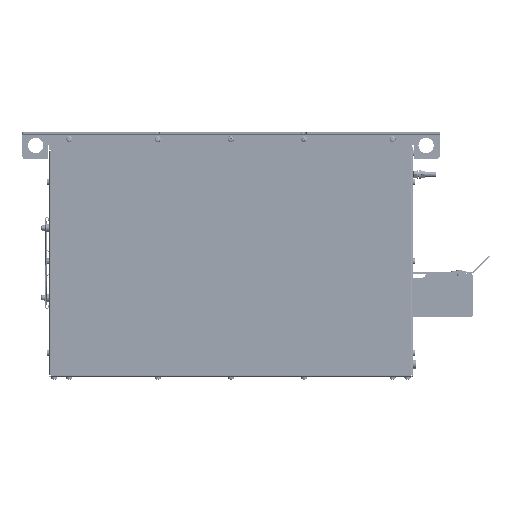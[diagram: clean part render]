
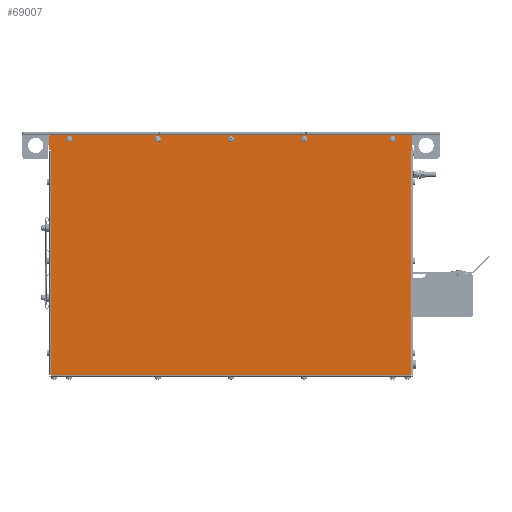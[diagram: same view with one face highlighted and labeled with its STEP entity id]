
A CAD part, front view. The second image highlights one B-rep face of the part: STEP entity #69007.
In plain terms, the highlighted face is planar.
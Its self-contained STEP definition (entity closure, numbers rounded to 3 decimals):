
#3422=FACE_BOUND('',#10169,.T.);
#3423=FACE_BOUND('',#10170,.T.);
#3424=FACE_BOUND('',#10171,.T.);
#3425=FACE_BOUND('',#10172,.T.);
#3426=FACE_BOUND('',#10173,.T.);
#4334=PLANE('',#72791);
#6423=FACE_OUTER_BOUND('',#10168,.T.);
#10168=EDGE_LOOP('',(#48436,#48437,#48438,#48439,#48440,#48441,#48442,#48443,
#48444,#48445,#48446,#48447,#48448,#48449,#48450,#48451));
#10169=EDGE_LOOP('',(#48452));
#10170=EDGE_LOOP('',(#48453));
#10171=EDGE_LOOP('',(#48454));
#10172=EDGE_LOOP('',(#48455));
#10173=EDGE_LOOP('',(#48456));
#14724=LINE('',#99921,#20998);
#14739=LINE('',#99958,#21013);
#14743=LINE('',#99966,#21017);
#14746=LINE('',#99971,#21020);
#14748=LINE('',#99975,#21022);
#14751=LINE('',#99981,#21025);
#14752=LINE('',#99983,#21026);
#14753=LINE('',#99985,#21027);
#14754=LINE('',#99987,#21028);
#14755=LINE('',#99989,#21029);
#14756=LINE('',#99991,#21030);
#14757=LINE('',#99993,#21031);
#14758=LINE('',#99995,#21032);
#14759=LINE('',#99999,#21033);
#20998=VECTOR('',#79811,368.);
#21013=VECTOR('',#79850,2.5);
#21017=VECTOR('',#79856,0.5);
#21020=VECTOR('',#79861,1.);
#21022=VECTOR('',#79865,22.);
#21025=VECTOR('',#79870,0.5);
#21026=VECTOR('',#79871,591.);
#21027=VECTOR('',#79872,0.5);
#21028=VECTOR('',#79873,368.);
#21029=VECTOR('',#79874,0.5);
#21030=VECTOR('',#79875,1.);
#21031=VECTOR('',#79876,2.5);
#21032=VECTOR('',#79877,22.);
#21033=VECTOR('',#79880,591.);
#27311=CIRCLE('',#72792,2.);
#27312=CIRCLE('',#72793,2.);
#27313=CIRCLE('',#72794,3.25);
#27314=CIRCLE('',#72795,3.25);
#27315=CIRCLE('',#72796,3.25);
#27316=CIRCLE('',#72797,3.25);
#27317=CIRCLE('',#72798,3.25);
#30518=VERTEX_POINT('',#99918);
#30519=VERTEX_POINT('',#99920);
#30528=VERTEX_POINT('',#99956);
#30529=VERTEX_POINT('',#99957);
#30532=VERTEX_POINT('',#99965);
#30534=VERTEX_POINT('',#99974);
#30536=VERTEX_POINT('',#99980);
#30537=VERTEX_POINT('',#99982);
#30538=VERTEX_POINT('',#99984);
#30539=VERTEX_POINT('',#99986);
#30540=VERTEX_POINT('',#99988);
#30541=VERTEX_POINT('',#99990);
#30542=VERTEX_POINT('',#99992);
#30543=VERTEX_POINT('',#99994);
#30544=VERTEX_POINT('',#99996);
#30545=VERTEX_POINT('',#99998);
#30546=VERTEX_POINT('',#100001);
#30547=VERTEX_POINT('',#100003);
#30548=VERTEX_POINT('',#100005);
#30549=VERTEX_POINT('',#100007);
#30550=VERTEX_POINT('',#100009);
#37793=EDGE_CURVE('',#30519,#30518,#14724,.T.);
#37811=EDGE_CURVE('',#30528,#30529,#14739,.T.);
#37815=EDGE_CURVE('',#30532,#30519,#14743,.T.);
#37818=EDGE_CURVE('',#30529,#30532,#14746,.T.);
#37820=EDGE_CURVE('',#30534,#30528,#14748,.T.);
#37823=EDGE_CURVE('',#30518,#30536,#14751,.T.);
#37824=EDGE_CURVE('',#30536,#30537,#14752,.T.);
#37825=EDGE_CURVE('',#30537,#30538,#14753,.T.);
#37826=EDGE_CURVE('',#30538,#30539,#14754,.T.);
#37827=EDGE_CURVE('',#30539,#30540,#14755,.T.);
#37828=EDGE_CURVE('',#30540,#30541,#14756,.T.);
#37829=EDGE_CURVE('',#30541,#30542,#14757,.T.);
#37830=EDGE_CURVE('',#30542,#30543,#14758,.T.);
#37831=EDGE_CURVE('',#30544,#30543,#27311,.T.);
#37832=EDGE_CURVE('',#30544,#30545,#14759,.T.);
#37833=EDGE_CURVE('',#30534,#30545,#27312,.T.);
#37834=EDGE_CURVE('',#30546,#30546,#27313,.T.);
#37835=EDGE_CURVE('',#30547,#30547,#27314,.T.);
#37836=EDGE_CURVE('',#30548,#30548,#27315,.T.);
#37837=EDGE_CURVE('',#30549,#30549,#27316,.T.);
#37838=EDGE_CURVE('',#30550,#30550,#27317,.T.);
#48436=ORIENTED_EDGE('',*,*,#37811,.T.);
#48437=ORIENTED_EDGE('',*,*,#37818,.T.);
#48438=ORIENTED_EDGE('',*,*,#37815,.T.);
#48439=ORIENTED_EDGE('',*,*,#37793,.T.);
#48440=ORIENTED_EDGE('',*,*,#37823,.T.);
#48441=ORIENTED_EDGE('',*,*,#37824,.T.);
#48442=ORIENTED_EDGE('',*,*,#37825,.T.);
#48443=ORIENTED_EDGE('',*,*,#37826,.T.);
#48444=ORIENTED_EDGE('',*,*,#37827,.T.);
#48445=ORIENTED_EDGE('',*,*,#37828,.T.);
#48446=ORIENTED_EDGE('',*,*,#37829,.T.);
#48447=ORIENTED_EDGE('',*,*,#37830,.T.);
#48448=ORIENTED_EDGE('',*,*,#37831,.F.);
#48449=ORIENTED_EDGE('',*,*,#37832,.T.);
#48450=ORIENTED_EDGE('',*,*,#37833,.F.);
#48451=ORIENTED_EDGE('',*,*,#37820,.T.);
#48452=ORIENTED_EDGE('',*,*,#37834,.T.);
#48453=ORIENTED_EDGE('',*,*,#37835,.T.);
#48454=ORIENTED_EDGE('',*,*,#37836,.T.);
#48455=ORIENTED_EDGE('',*,*,#37837,.T.);
#48456=ORIENTED_EDGE('',*,*,#37838,.T.);
#69007=ADVANCED_FACE('',(#6423,#3422,#3423,#3424,#3425,#3426),#4334,.F.);
#72791=AXIS2_PLACEMENT_3D('',#99979,#79868,#79869);
#72792=AXIS2_PLACEMENT_3D('',#99997,#79878,#79879);
#72793=AXIS2_PLACEMENT_3D('',#100000,#79881,#79882);
#72794=AXIS2_PLACEMENT_3D('',#100002,#79883,#79884);
#72795=AXIS2_PLACEMENT_3D('',#100004,#79885,#79886);
#72796=AXIS2_PLACEMENT_3D('',#100006,#79887,#79888);
#72797=AXIS2_PLACEMENT_3D('',#100008,#79889,#79890);
#72798=AXIS2_PLACEMENT_3D('',#100010,#79891,#79892);
#79811=DIRECTION('',(0.,1.,0.));
#79850=DIRECTION('',(1.,0.,0.));
#79856=DIRECTION('',(-1.,0.,0.));
#79861=DIRECTION('',(0.,1.,0.));
#79865=DIRECTION('',(0.,1.,0.));
#79868=DIRECTION('center_axis',(0.,0.,1.));
#79869=DIRECTION('ref_axis',(1.,0.,0.));
#79870=DIRECTION('',(0.,1.,0.));
#79871=DIRECTION('',(1.,0.,0.));
#79872=DIRECTION('',(0.,-1.,0.));
#79873=DIRECTION('',(0.,-1.,0.));
#79874=DIRECTION('',(-1.,0.,0.));
#79875=DIRECTION('',(0.,-1.,0.));
#79876=DIRECTION('',(1.,0.,0.));
#79877=DIRECTION('',(0.,-1.,0.));
#79878=DIRECTION('center_axis',(0.,0.,1.));
#79879=DIRECTION('ref_axis',(0.707,-0.707,0.));
#79880=DIRECTION('',(-1.,0.,0.));
#79881=DIRECTION('center_axis',(0.,0.,1.));
#79882=DIRECTION('ref_axis',(-0.707,-0.707,0.));
#79883=DIRECTION('center_axis',(0.,0.,1.));
#79884=DIRECTION('ref_axis',(-1.,0.,0.));
#79885=DIRECTION('center_axis',(0.,0.,1.));
#79886=DIRECTION('ref_axis',(-1.,0.,0.));
#79887=DIRECTION('center_axis',(0.,0.,1.));
#79888=DIRECTION('ref_axis',(-1.,0.,0.));
#79889=DIRECTION('center_axis',(0.,0.,1.));
#79890=DIRECTION('ref_axis',(-1.,0.,0.));
#79891=DIRECTION('center_axis',(0.,0.,1.));
#79892=DIRECTION('ref_axis',(-1.,0.,0.));
#99918=CARTESIAN_POINT('',(-295.5,195.25,0.));
#99920=CARTESIAN_POINT('',(-295.5,-172.75,0.));
#99921=CARTESIAN_POINT('',(-295.5,97.625,0.));
#99956=CARTESIAN_POINT('',(-297.5,-173.75,0.));
#99957=CARTESIAN_POINT('',(-295.,-173.75,0.));
#99958=CARTESIAN_POINT('',(-147.5,-173.75,0.));
#99965=CARTESIAN_POINT('',(-295.,-172.75,0.));
#99966=CARTESIAN_POINT('',(-148.75,-172.75,0.));
#99971=CARTESIAN_POINT('',(-295.,-86.375,0.));
#99974=CARTESIAN_POINT('',(-297.5,-195.75,0.));
#99975=CARTESIAN_POINT('',(-297.5,-197.75,0.));
#99979=CARTESIAN_POINT('Origin',(0.,0.,
0.));
#99980=CARTESIAN_POINT('',(-295.5,195.75,0.));
#99981=CARTESIAN_POINT('',(-295.5,97.625,0.));
#99982=CARTESIAN_POINT('',(295.5,195.75,0.));
#99983=CARTESIAN_POINT('',(-147.75,195.75,0.));
#99984=CARTESIAN_POINT('',(295.5,195.25,0.));
#99985=CARTESIAN_POINT('',(295.5,98.875,0.));
#99986=CARTESIAN_POINT('',(295.5,-172.75,0.));
#99987=CARTESIAN_POINT('',(295.5,98.875,0.));
#99988=CARTESIAN_POINT('',(295.,-172.75,0.));
#99989=CARTESIAN_POINT('',(148.75,-172.75,0.));
#99990=CARTESIAN_POINT('',(295.,-173.75,0.));
#99991=CARTESIAN_POINT('',(295.,-86.375,0.));
#99992=CARTESIAN_POINT('',(297.5,-173.75,0.));
#99993=CARTESIAN_POINT('',(147.5,-173.75,0.));
#99994=CARTESIAN_POINT('',(297.5,-195.75,0.));
#99995=CARTESIAN_POINT('',(297.5,197.75,0.));
#99996=CARTESIAN_POINT('',(295.5,-197.75,0.));
#99997=CARTESIAN_POINT('Origin',(295.5,-195.75,0.));
#99998=CARTESIAN_POINT('',(-295.5,-197.75,0.));
#99999=CARTESIAN_POINT('',(297.5,-197.75,0.));
#100000=CARTESIAN_POINT('Origin',(-295.5,-195.75,0.));
#100001=CARTESIAN_POINT('',(261.75,-191.75,0.));
#100002=CARTESIAN_POINT('Origin',(265.,-191.75,0.));
#100003=CARTESIAN_POINT('',(116.75,-191.75,0.));
#100004=CARTESIAN_POINT('Origin',(120.,-191.75,0.));
#100005=CARTESIAN_POINT('',(-3.25,-191.75,0.));
#100006=CARTESIAN_POINT('Origin',(0.,-191.75,0.));
#100007=CARTESIAN_POINT('',(-123.25,-191.75,0.));
#100008=CARTESIAN_POINT('Origin',(-120.,-191.75,0.));
#100009=CARTESIAN_POINT('',(-268.25,-191.75,0.));
#100010=CARTESIAN_POINT('Origin',(-265.,-191.75,0.));
